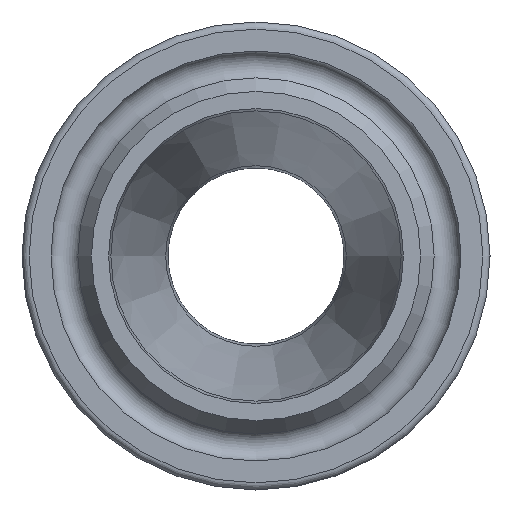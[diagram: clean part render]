
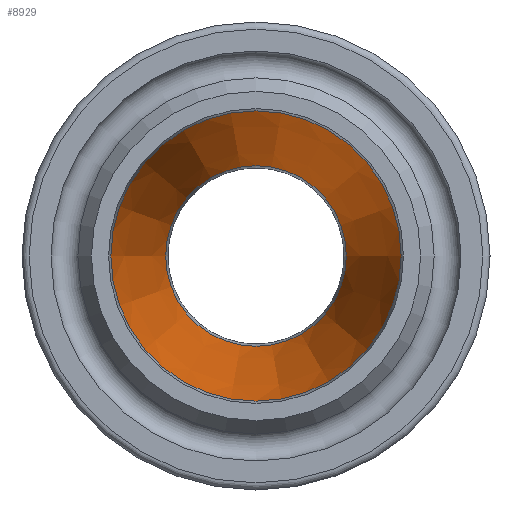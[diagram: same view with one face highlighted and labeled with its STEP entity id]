
A CAD part, left-side view. The second image highlights one B-rep face of the part: STEP entity #8929.
In plain terms, the highlighted conical face has half-angle 11.31 degrees and reference radius 6.287 mm.
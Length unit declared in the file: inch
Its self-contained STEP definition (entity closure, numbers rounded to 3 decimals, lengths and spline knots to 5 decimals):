
#19=CONICAL_SURFACE('',#9488,0.2475,11.31);
#166=FACE_BOUND('',#1667,.T.);
#1086=FACE_OUTER_BOUND('',#1666,.T.);
#1666=EDGE_LOOP('',(#8282));
#1667=EDGE_LOOP('',(#8283,#8284));
#1903=CIRCLE('',#9486,0.30515);
#1904=CIRCLE('',#9487,0.30515);
#1905=CIRCLE('',#9489,0.18985);
#4391=VERTEX_POINT('',#19425);
#4392=VERTEX_POINT('',#19426);
#4393=VERTEX_POINT('',#19433);
#5689=EDGE_CURVE('',#4391,#4392,#1903,.T.);
#5691=EDGE_CURVE('',#4392,#4391,#1904,.T.);
#5692=EDGE_CURVE('',#4393,#4393,#1905,.T.);
#8282=ORIENTED_EDGE('',*,*,#5692,.F.);
#8283=ORIENTED_EDGE('',*,*,#5689,.F.);
#8284=ORIENTED_EDGE('',*,*,#5691,.F.);
#8929=ADVANCED_FACE('',(#1086,#166),#19,.F.);
#9486=AXIS2_PLACEMENT_3D('',#19427,#11182,#11183);
#9487=AXIS2_PLACEMENT_3D('',#19431,#11184,#11185);
#9488=AXIS2_PLACEMENT_3D('',#19432,#11186,#11187);
#9489=AXIS2_PLACEMENT_3D('',#19434,#11188,#11189);
#11182=DIRECTION('center_axis',(1.,0.,0.));
#11183=DIRECTION('ref_axis',(0.,-1.,0.));
#11184=DIRECTION('center_axis',(1.,0.,0.));
#11185=DIRECTION('ref_axis',(0.,-1.,0.));
#11186=DIRECTION('center_axis',(-1.,0.,0.));
#11187=DIRECTION('ref_axis',(0.,1.,0.));
#11188=DIRECTION('center_axis',(-1.,0.,0.));
#11189=DIRECTION('ref_axis',(0.,-1.,0.));
#19425=CARTESIAN_POINT('',(0.39927,0.30515,0.));
#19426=CARTESIAN_POINT('',(0.39927,0.,0.30515));
#19427=CARTESIAN_POINT('Origin',(0.39927,0.,0.));
#19431=CARTESIAN_POINT('Origin',(0.39927,0.,0.));
#19432=CARTESIAN_POINT('Origin',(0.6875,0.,0.));
#19433=CARTESIAN_POINT('',(0.97573,0.18985,0.));
#19434=CARTESIAN_POINT('Origin',(0.97573,0.,0.));
